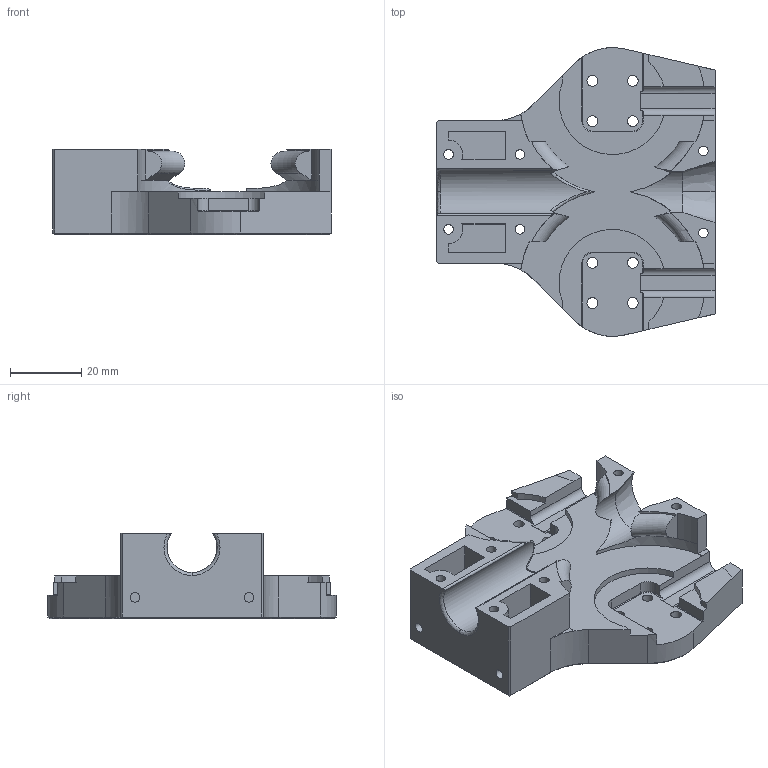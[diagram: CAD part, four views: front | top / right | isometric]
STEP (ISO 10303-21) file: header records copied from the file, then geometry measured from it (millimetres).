
FILE_DESCRIPTION(('FreeCAD Model'),'2;1');
FILE_NAME('Hy-Con_GammaMajor_IFXE_7.8_ready.step', '2023-06-19T16:22:14',('FreeCAD'),('FreeCAD'), 'Open CASCADE STEP processor 6.6','FreeCAD','Unknown');
FILE_SCHEMA(('AUTOMOTIVE_DESIGN_CC2 { 1 2 10303 214 -1 1 5 4 }'));
Length unit declared in the file: millimetre
Products named in the file (1): Fusion001
Bounding box: 78 x 80.95 x 24.02 mm (x, y, z)
Volume: 58859.6 mm3; surface area: 20351.8 mm2
Topology: 1 solids, 1 shells, 178 faces, 493 edges, 327 vertices
Faces by surface type: plane 82, cylinder 70, cone 10, torus 8, bspline 6, revolution 2
Full cylindrical faces by diameter (mm): 2.7 x10, 3.04 x8
Entity records: 32371 total; most frequent: CARTESIAN_POINT 23008, DIRECTION 1610, ORIENTED_EDGE 986, PCURVE 986, DEFINITIONAL_REPRESENTATION 986, LINE 875, VECTOR 875, EDGE_CURVE 493
